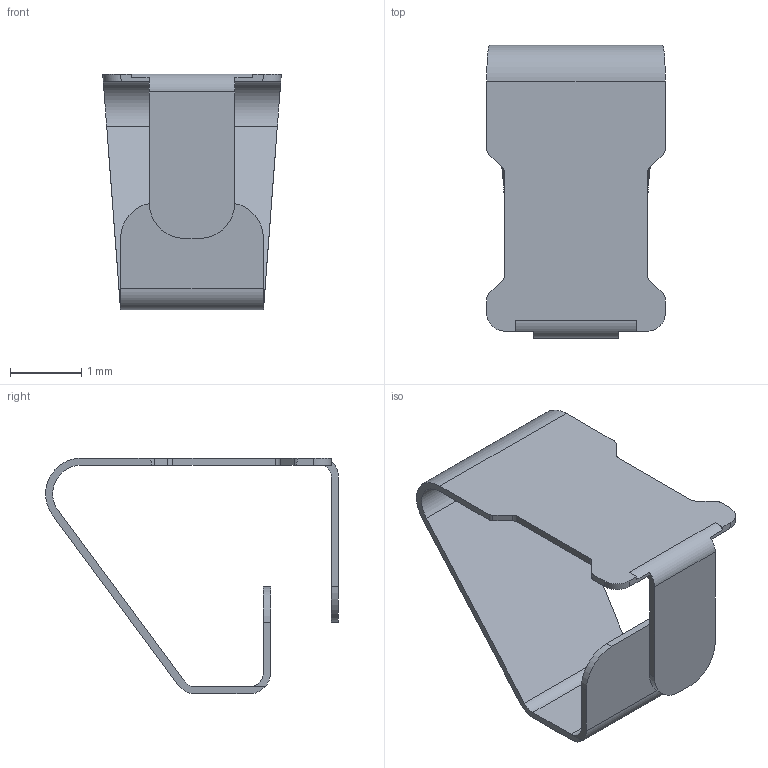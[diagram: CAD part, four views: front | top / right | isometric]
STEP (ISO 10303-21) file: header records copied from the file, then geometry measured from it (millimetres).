
FILE_DESCRIPTION((''),'2;1');
FILE_NAME('C-1734303-1','2019-10-17T06:23:52',('workeradm'),('TE Connectivity Ltd.'),'CREO PARAMETRIC BY PTC INC, 2019030','CREO PARAMETRIC BY PTC INC, 2019030','');
FILE_SCHEMA(('AUTOMOTIVE_DESIGN { 1 0 10303 214 1 1 1 1 }'));
Length unit declared in the file: millimetre
Products named in the file (1): C-1734303-1
Bounding box: 2.5 x 4.1 x 3.3 mm (x, y, z)
Volume: 2.4 mm3; surface area: 51.6 mm2
Topology: 1 solids, 1 shells, 52 faces, 150 edges, 100 vertices
Faces by surface type: plane 30, cylinder 22
Entity records: 2018 total; most frequent: CARTESIAN_POINT 434, ORIENTED_EDGE 300, DIRECTION 270, EDGE_CURVE 150, VERTEX_POINT 100, VECTOR 98, LINE 98, AXIS2_PLACEMENT_3D 86
